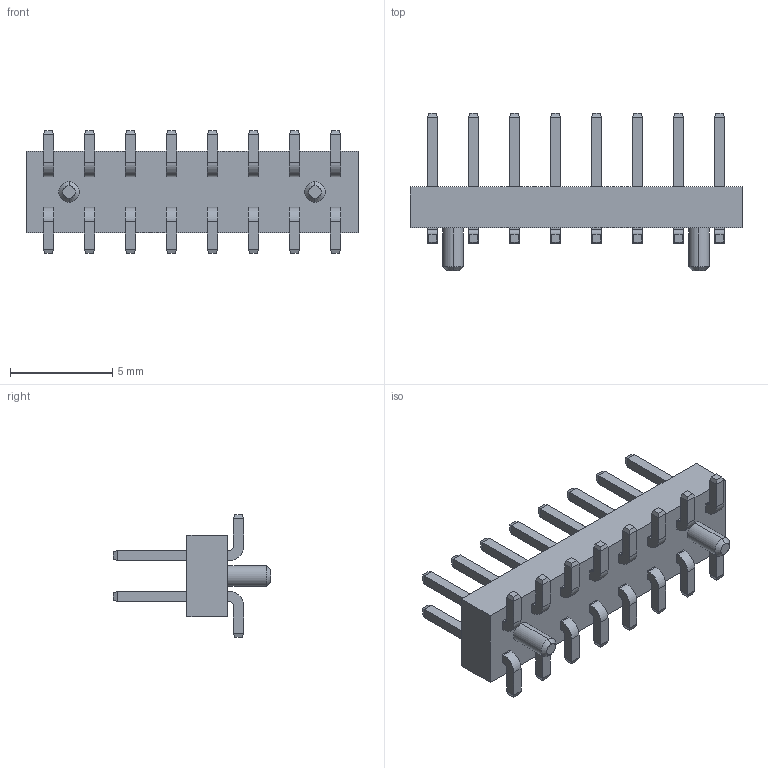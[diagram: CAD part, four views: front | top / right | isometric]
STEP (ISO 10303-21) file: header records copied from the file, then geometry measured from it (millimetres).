
FILE_DESCRIPTION (( 'STEP AP214' ), '1' );
FILE_NAME ('BF030-16A-B1-0360-0277-0600-LB.STEP', '2024-02-21T18:22:37', ( '' ), ( '' ), 'SwSTEP 2.0', 'SolidWorks 2021', '' );
FILE_SCHEMA (( 'AUTOMOTIVE_DESIGN' ));
Length unit declared in the file: millimetre
Products named in the file (3): body^BF030-xxxx_16; pin^BF030-xxxx; BF030-16A-B1-0360-0277-0600-LB
Assembly tree (9 placements, depth 2):
  BF030-16A-B1-0360-0277-0600-LB
    body^BF030-xxxx_16
    pin^BF030-xxxx  x8
Bounding box: 16.2 x 7.7 x 6 mm (x, y, z)
Volume: 156.1 mm3; surface area: 535.3 mm2
Topology: 17 solids, 17 shells, 368 faces, 864 edges, 532 vertices
Faces by surface type: plane 328, cylinder 36, cone 4
Entity records: 3727 total; most frequent: CARTESIAN_POINT 628, ORIENTED_EDGE 608, DIRECTION 580, EDGE_CURVE 304, VECTOR 284, LINE 284, VERTEX_POINT 196, EDGE_LOOP 150
